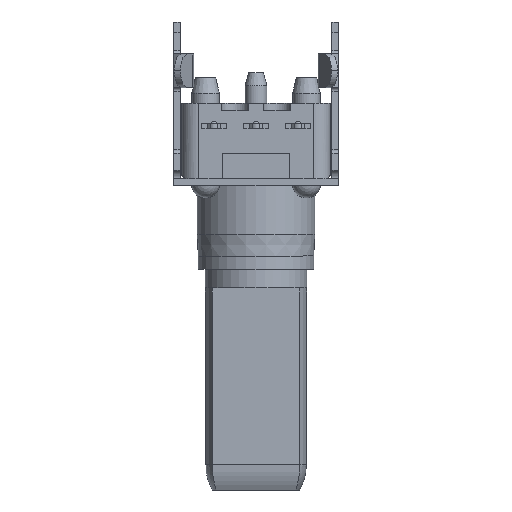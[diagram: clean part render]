
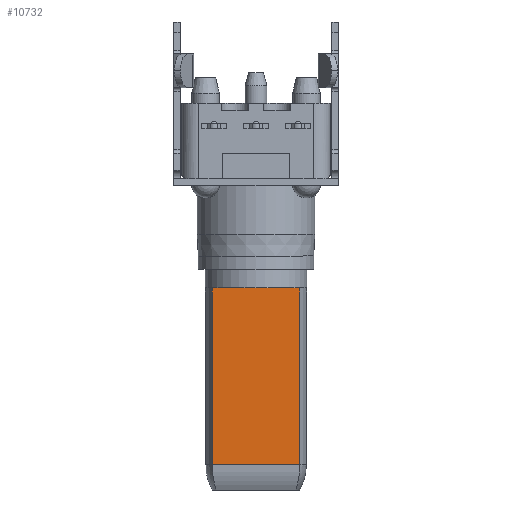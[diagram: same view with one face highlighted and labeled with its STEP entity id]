
A CAD part, front view. The second image highlights one B-rep face of the part: STEP entity #10732.
In plain terms, the highlighted planar face has unit normal (0, -1, 0).
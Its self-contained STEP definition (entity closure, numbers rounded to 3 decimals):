
#2803 = PLANE('',#2804);
#2804 = AXIS2_PLACEMENT_3D('',#2805,#2806,#2807);
#2805 = CARTESIAN_POINT('',(0.,-3.025,-6.5));
#2806 = DIRECTION('',(0.,0.,1.));
#2807 = DIRECTION('',(-1.,0.,0.));
#2899 = VERTEX_POINT('',#2900);
#2900 = CARTESIAN_POINT('',(2.598,-1.5,-17.));
#2908 = CYLINDRICAL_SURFACE('',#2909,3.);
#2909 = AXIS2_PLACEMENT_3D('',#2910,#2911,#2912);
#2910 = CARTESIAN_POINT('',(0.,0.,
    6.41));
#2911 = DIRECTION('',(0.,0.,1.));
#2912 = DIRECTION('',(-1.,0.,0.));
#2983 = VERTEX_POINT('',#2984);
#2984 = CARTESIAN_POINT('',(2.598,-1.5,-6.5));
#3006 = EDGE_CURVE('',#2983,#2899,#3007,.T.);
#3007 = SURFACE_CURVE('',#3008,(#3012,#3019),.PCURVE_S1.);
#3008 = LINE('',#3009,#3010);
#3009 = CARTESIAN_POINT('',(2.598,-1.5,-1.092));
#3010 = VECTOR('',#3011,1.);
#3011 = DIRECTION('',(0.,0.,-1.));
#3012 = PCURVE('',#2908,#3013);
#3013 = DEFINITIONAL_REPRESENTATION('',(#3014),#3018);
#3014 = LINE('',#3015,#3016);
#3015 = CARTESIAN_POINT('',(2.618,-7.502));
#3016 = VECTOR('',#3017,1.);
#3017 = DIRECTION('',(0.,-1.));
#3018 = ( GEOMETRIC_REPRESENTATION_CONTEXT(2) 
PARAMETRIC_REPRESENTATION_CONTEXT() REPRESENTATION_CONTEXT('2D SPACE',''
  ) );
#3019 = PCURVE('',#3020,#3025);
#3020 = PLANE('',#3021);
#3021 = AXIS2_PLACEMENT_3D('',#3022,#3023,#3024);
#3022 = CARTESIAN_POINT('',(-2.598,-1.5,-1.092));
#3023 = DIRECTION('',(0.,1.,0.));
#3024 = DIRECTION('',(0.,0.,-1.));
#3025 = DEFINITIONAL_REPRESENTATION('',(#3026),#3030);
#3026 = LINE('',#3027,#3028);
#3027 = CARTESIAN_POINT('',(0.,-5.196));
#3028 = VECTOR('',#3029,1.);
#3029 = DIRECTION('',(1.,0.));
#3030 = ( GEOMETRIC_REPRESENTATION_CONTEXT(2) 
PARAMETRIC_REPRESENTATION_CONTEXT() REPRESENTATION_CONTEXT('2D SPACE',''
  ) );
#3127 = CYLINDRICAL_SURFACE('',#3128,3.);
#3128 = AXIS2_PLACEMENT_3D('',#3129,#3130,#3131);
#3129 = CARTESIAN_POINT('',(0.,0.,
    6.41));
#3130 = DIRECTION('',(0.,0.,1.));
#3131 = DIRECTION('',(-1.,0.,0.));
#3165 = VERTEX_POINT('',#3166);
#3166 = CARTESIAN_POINT('',(-2.598,-1.5,-17.));
#3351 = CYLINDRICAL_SURFACE('',#3352,3.);
#3352 = AXIS2_PLACEMENT_3D('',#3353,#3354,#3355);
#3353 = CARTESIAN_POINT('',(-4.026,1.5,-17.));
#3354 = DIRECTION('',(1.,0.,0.));
#3355 = DIRECTION('',(0.,0.,1.));
#10704 = EDGE_CURVE('',#3165,#2899,#10705,.T.);
#10705 = SURFACE_CURVE('',#10706,(#10710,#10717),.PCURVE_S1.);
#10706 = LINE('',#10707,#10708);
#10707 = CARTESIAN_POINT('',(-4.026,-1.5,-17.));
#10708 = VECTOR('',#10709,1.);
#10709 = DIRECTION('',(1.,0.,0.));
#10710 = PCURVE('',#3351,#10711);
#10711 = DEFINITIONAL_REPRESENTATION('',(#10712),#10716);
#10712 = LINE('',#10713,#10714);
#10713 = CARTESIAN_POINT('',(1.571,0.));
#10714 = VECTOR('',#10715,1.);
#10715 = DIRECTION('',(0.,1.));
#10716 = ( GEOMETRIC_REPRESENTATION_CONTEXT(2) 
PARAMETRIC_REPRESENTATION_CONTEXT() REPRESENTATION_CONTEXT('2D SPACE',''
  ) );
#10717 = PCURVE('',#3020,#10718);
#10718 = DEFINITIONAL_REPRESENTATION('',(#10719),#10723);
#10719 = LINE('',#10720,#10721);
#10720 = CARTESIAN_POINT('',(15.908,1.428));
#10721 = VECTOR('',#10722,1.);
#10722 = DIRECTION('',(0.,-1.));
#10723 = ( GEOMETRIC_REPRESENTATION_CONTEXT(2) 
PARAMETRIC_REPRESENTATION_CONTEXT() REPRESENTATION_CONTEXT('2D SPACE',''
  ) );
#10732 = ADVANCED_FACE('',(#10733),#3020,.F.);
#10733 = FACE_BOUND('',#10734,.T.);
#10734 = EDGE_LOOP('',(#10735,#10758,#10759,#10760));
#10735 = ORIENTED_EDGE('',*,*,#10736,.T.);
#10736 = EDGE_CURVE('',#10737,#3165,#10739,.T.);
#10737 = VERTEX_POINT('',#10738);
#10738 = CARTESIAN_POINT('',(-2.598,-1.5,-6.5));
#10739 = SURFACE_CURVE('',#10740,(#10744,#10751),.PCURVE_S1.);
#10740 = LINE('',#10741,#10742);
#10741 = CARTESIAN_POINT('',(-2.598,-1.5,-1.092));
#10742 = VECTOR('',#10743,1.);
#10743 = DIRECTION('',(0.,0.,-1.));
#10744 = PCURVE('',#3020,#10745);
#10745 = DEFINITIONAL_REPRESENTATION('',(#10746),#10750);
#10746 = LINE('',#10747,#10748);
#10747 = CARTESIAN_POINT('',(0.,0.));
#10748 = VECTOR('',#10749,1.);
#10749 = DIRECTION('',(1.,0.));
#10750 = ( GEOMETRIC_REPRESENTATION_CONTEXT(2) 
PARAMETRIC_REPRESENTATION_CONTEXT() REPRESENTATION_CONTEXT('2D SPACE',''
  ) );
#10751 = PCURVE('',#3127,#10752);
#10752 = DEFINITIONAL_REPRESENTATION('',(#10753),#10757);
#10753 = LINE('',#10754,#10755);
#10754 = CARTESIAN_POINT('',(0.524,-7.502));
#10755 = VECTOR('',#10756,1.);
#10756 = DIRECTION('',(0.,-1.));
#10757 = ( GEOMETRIC_REPRESENTATION_CONTEXT(2) 
PARAMETRIC_REPRESENTATION_CONTEXT() REPRESENTATION_CONTEXT('2D SPACE',''
  ) );
#10758 = ORIENTED_EDGE('',*,*,#10704,.T.);
#10759 = ORIENTED_EDGE('',*,*,#3006,.F.);
#10760 = ORIENTED_EDGE('',*,*,#10761,.F.);
#10761 = EDGE_CURVE('',#10737,#2983,#10762,.T.);
#10762 = SURFACE_CURVE('',#10763,(#10767,#10774),.PCURVE_S1.);
#10763 = LINE('',#10764,#10765);
#10764 = CARTESIAN_POINT('',(-2.598,-1.5,-6.5));
#10765 = VECTOR('',#10766,1.);
#10766 = DIRECTION('',(1.,0.,0.));
#10767 = PCURVE('',#3020,#10768);
#10768 = DEFINITIONAL_REPRESENTATION('',(#10769),#10773);
#10769 = LINE('',#10770,#10771);
#10770 = CARTESIAN_POINT('',(5.408,0.));
#10771 = VECTOR('',#10772,1.);
#10772 = DIRECTION('',(0.,-1.));
#10773 = ( GEOMETRIC_REPRESENTATION_CONTEXT(2) 
PARAMETRIC_REPRESENTATION_CONTEXT() REPRESENTATION_CONTEXT('2D SPACE',''
  ) );
#10774 = PCURVE('',#2803,#10775);
#10775 = DEFINITIONAL_REPRESENTATION('',(#10776),#10780);
#10776 = LINE('',#10777,#10778);
#10777 = CARTESIAN_POINT('',(2.598,-1.525));
#10778 = VECTOR('',#10779,1.);
#10779 = DIRECTION('',(-1.,0.));
#10780 = ( GEOMETRIC_REPRESENTATION_CONTEXT(2) 
PARAMETRIC_REPRESENTATION_CONTEXT() REPRESENTATION_CONTEXT('2D SPACE',''
  ) );
